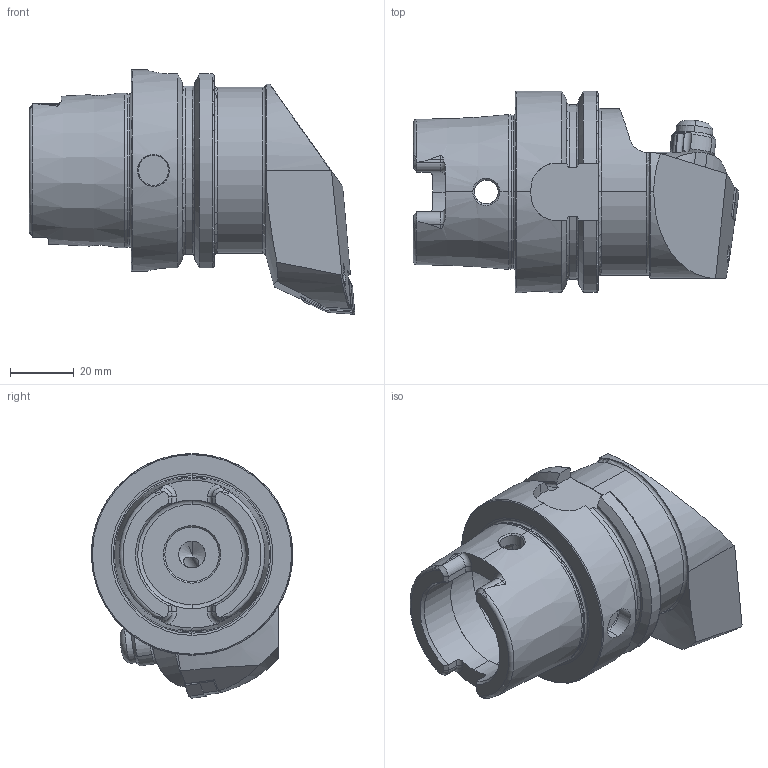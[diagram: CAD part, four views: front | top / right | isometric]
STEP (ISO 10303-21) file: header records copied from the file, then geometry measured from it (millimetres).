
FILE_DESCRIPTION (( 'STEP AP214' ), '1' );
FILE_NAME ('HA6.KWE.RLA.070.STEP', '2023-09-15T11:46:19', ( '' ), ( '' ), 'SwSTEP 2.0', 'SolidWorks 2017', '' );
FILE_SCHEMA (( 'AUTOMOTIVE_DESIGN' ));
Length unit declared in the file: millimetre
Products named in the file (11): WCC-ER3.102.024_C; HA6.KWE.RLA.070; KVT_MB_600_050; WNMG080404; WCC-ER4.103.032_A; WWE-ER2.101.004_A; HA6-KWE.RLA.070_D; WCC-ER5.102.005_A; ISO 13337 - 3 x 12_PreviewCfg; WCC-ER5.102.012_B; WCC-ER2.001.010_A
Assembly tree (10 placements, depth 2):
  HA6.KWE.RLA.070
    HA6-KWE.RLA.070_D
    WWE-ER2.101.004_A
    WCC-ER2.001.010_A
    WNMG080404
    WCC-ER3.102.024_C
    WCC-ER5.102.005_A
    WCC-ER5.102.012_B
    WCC-ER4.103.032_A
    KVT_MB_600_050
    ISO 13337 - 3 x 12_PreviewCfg
Bounding box: 101.9 x 63 x 76.5 mm (x, y, z)
Volume: 151980.5 mm3; surface area: 35448.7 mm2
Topology: 11 solids, 11 shells, 483 faces, 1209 edges, 734 vertices
Faces by surface type: cylinder 154, plane 135, cone 108, torus 61, bspline 23, sphere 2
Entity records: 17192 total; most frequent: CARTESIAN_POINT 5264, ORIENTED_EDGE 2376, DIRECTION 2304, EDGE_CURVE 1188, AXIS2_PLACEMENT_3D 917, VERTEX_POINT 731, EDGE_LOOP 511, ADVANCED_FACE 483
